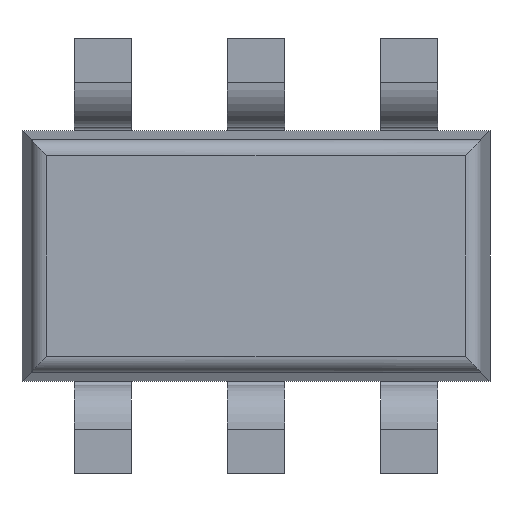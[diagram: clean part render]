
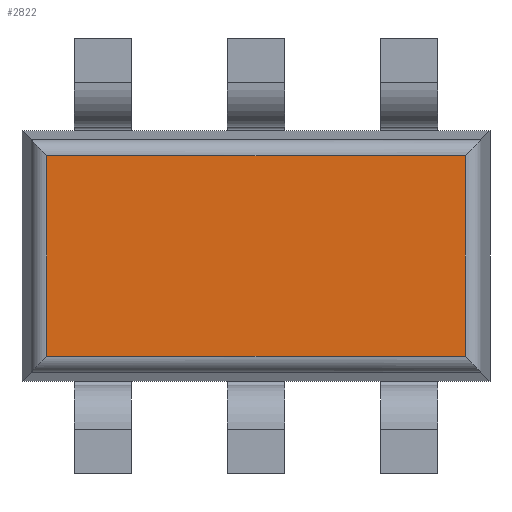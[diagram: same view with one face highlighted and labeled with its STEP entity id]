
A CAD part, front view. The second image highlights one B-rep face of the part: STEP entity #2822.
In plain terms, the highlighted planar face has unit normal (0, -1, 0).
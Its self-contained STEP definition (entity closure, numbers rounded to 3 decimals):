
#2783 = CARTESIAN_POINT ( 'NONE',  ( 1.296, 0., -0.621 ) ) ;
#2784 = VERTEX_POINT ( 'NONE', #2783 ) ;
#2785 = CARTESIAN_POINT ( 'NONE',  ( 1.296, 0., 0.621 ) ) ;
#2786 = VERTEX_POINT ( 'NONE', #2785 ) ;
#2787 = CARTESIAN_POINT ( 'NONE',  ( 1.296, 0., 0. ) ) ;
#2788 = DIRECTION ( 'NONE',  ( 0., 0., 1. ) ) ;
#2789 = VECTOR ( 'NONE', #2788, 1000. ) ;
#2790 = LINE ( 'NONE', #2787, #2789 ) ;
#2791 = EDGE_CURVE ( 'NONE', #2784, #2786, #2790, .T. ) ;
#2792 = ORIENTED_EDGE ( 'NONE', *, *, #2791, .T. ) ;
#2793 = CARTESIAN_POINT ( 'NONE',  ( -1.296, 0., 0.621 ) ) ;
#2794 = VERTEX_POINT ( 'NONE', #2793 ) ;
#2795 = CARTESIAN_POINT ( 'NONE',  ( 0., 0., 0.621 ) ) ;
#2796 = DIRECTION ( 'NONE',  ( -1., 0., 0. ) ) ;
#2797 = VECTOR ( 'NONE', #2796, 1000. ) ;
#2798 = LINE ( 'NONE', #2795, #2797 ) ;
#2799 = EDGE_CURVE ( 'NONE', #2786, #2794, #2798, .T. ) ;
#2800 = ORIENTED_EDGE ( 'NONE', *, *, #2799, .T. ) ;
#2801 = CARTESIAN_POINT ( 'NONE',  ( -1.296, 0., -0.621 ) ) ;
#2802 = VERTEX_POINT ( 'NONE', #2801 ) ;
#2803 = CARTESIAN_POINT ( 'NONE',  ( -1.296, 0., 0. ) ) ;
#2804 = DIRECTION ( 'NONE',  ( 0., 0., -1. ) ) ;
#2805 = VECTOR ( 'NONE', #2804, 1000. ) ;
#2806 = LINE ( 'NONE', #2803, #2805 ) ;
#2807 = EDGE_CURVE ( 'NONE', #2794, #2802, #2806, .T. ) ;
#2808 = ORIENTED_EDGE ( 'NONE', *, *, #2807, .T. ) ;
#2809 = CARTESIAN_POINT ( 'NONE',  ( 0., 0., -0.621 ) ) ;
#2810 = DIRECTION ( 'NONE',  ( 1., 0., 0. ) ) ;
#2811 = VECTOR ( 'NONE', #2810, 1000. ) ;
#2812 = LINE ( 'NONE', #2809, #2811 ) ;
#2813 = EDGE_CURVE ( 'NONE', #2802, #2784, #2812, .T. ) ;
#2814 = ORIENTED_EDGE ( 'NONE', *, *, #2813, .T. ) ;
#2815 = EDGE_LOOP ( 'NONE', ( #2792, #2800, #2808, #2814 ) ) ;
#2816 = FACE_OUTER_BOUND ( 'NONE', #2815, .T. ) ;
#2817 = CARTESIAN_POINT ( 'NONE',  ( 0., 0., 0. ) ) ;
#2818 = DIRECTION ( 'NONE',  ( 0., -1., 0. ) ) ;
#2819 = DIRECTION ( 'NONE',  ( 0., 0., -1. ) ) ;
#2820 = AXIS2_PLACEMENT_3D ( 'NONE', #2817, #2818, #2819 ) ;
#2821 = PLANE ( 'NONE', #2820 ) ;
#2822 = ADVANCED_FACE ( 'NONE', ( #2816 ), #2821, .T. ) ;
